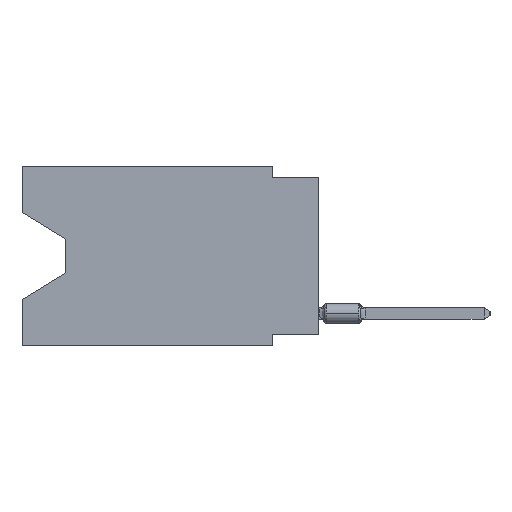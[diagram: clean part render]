
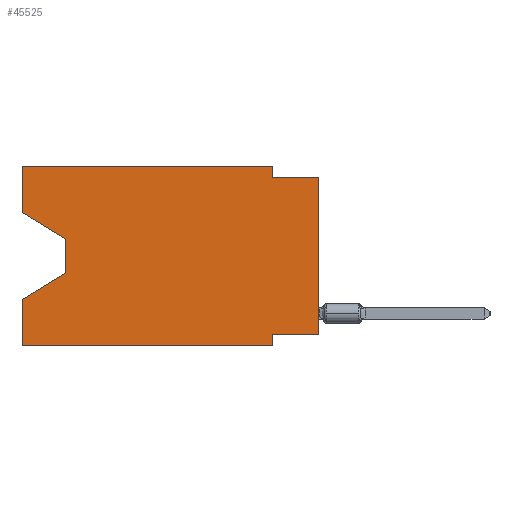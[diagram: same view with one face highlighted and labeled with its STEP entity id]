
A CAD part, left-side view. The second image highlights one B-rep face of the part: STEP entity #45525.
In plain terms, the highlighted planar face has unit normal (-1, 0, 0).
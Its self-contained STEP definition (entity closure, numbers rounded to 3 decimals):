
#1265 = DIRECTION ( 'NONE',  ( 0., 0., 1. ) ) ;
#1311 = CARTESIAN_POINT ( 'NONE',  ( 0., 16.383, 0. ) ) ;
#1860 = CARTESIAN_POINT ( 'NONE',  ( 0., 2.54, -9.906 ) ) ;
#1941 = CARTESIAN_POINT ( 'NONE',  ( 0., 16.383, 0. ) ) ;
#2085 = VERTEX_POINT ( 'NONE', #24039 ) ;
#3723 = VERTEX_POINT ( 'NONE', #21396 ) ;
#4004 = LINE ( 'NONE', #25424, #43218 ) ;
#4345 = CARTESIAN_POINT ( 'NONE',  ( 0., 0., -9.271 ) ) ;
#7285 = LINE ( 'NONE', #58190, #21578 ) ;
#7668 = VECTOR ( 'NONE', #13210, 1000. ) ;
#7967 = DIRECTION ( 'NONE',  ( 0., 0., -1. ) ) ;
#8150 = VECTOR ( 'NONE', #7967, 1000. ) ;
#10160 = DIRECTION ( 'NONE',  ( 1., 0., 0. ) ) ;
#11370 = EDGE_CURVE ( 'NONE', #64446, #39161, #36311, .T. ) ;
#11394 = EDGE_CURVE ( 'NONE', #3723, #58913, #34058, .T. ) ;
#12442 = EDGE_CURVE ( 'NONE', #58365, #60184, #56962, .T. ) ;
#13210 = DIRECTION ( 'NONE',  ( 0., 0., 1. ) ) ;
#13720 = DIRECTION ( 'NONE',  ( 0., 0., -1. ) ) ;
#13972 = DIRECTION ( 'NONE',  ( 0., -1., 0. ) ) ;
#14847 = CARTESIAN_POINT ( 'NONE',  ( 0., 16.383, 0. ) ) ;
#15173 = ORIENTED_EDGE ( 'NONE', *, *, #20902, .F. ) ;
#17041 = LINE ( 'NONE', #1311, #46328 ) ;
#17901 = CARTESIAN_POINT ( 'NONE',  ( 0., 0., 0. ) ) ;
#17990 = CARTESIAN_POINT ( 'NONE',  ( 0., 16.383, -9.906 ) ) ;
#19870 = FACE_OUTER_BOUND ( 'NONE', #47585, .T. ) ;
#20902 = EDGE_CURVE ( 'NONE', #57749, #48615, #17041, .T. ) ;
#21396 = CARTESIAN_POINT ( 'NONE',  ( 0., 13.97, -5.893 ) ) ;
#21578 = VECTOR ( 'NONE', #1265, 1000. ) ;
#22184 = ORIENTED_EDGE ( 'NONE', *, *, #58379, .T. ) ;
#22935 = CARTESIAN_POINT ( 'NONE',  ( 0., 16.383, -7.36 ) ) ;
#23592 = CARTESIAN_POINT ( 'NONE',  ( 0., 0., -0.635 ) ) ;
#24039 = CARTESIAN_POINT ( 'NONE',  ( 0., 13.97, -4.013 ) ) ;
#25424 = CARTESIAN_POINT ( 'NONE',  ( 0., 13.97, -4.013 ) ) ;
#25598 = CARTESIAN_POINT ( 'NONE',  ( 0., 16.383, -2.546 ) ) ;
#25657 = VERTEX_POINT ( 'NONE', #25598 ) ;
#25913 = DIRECTION ( 'NONE',  ( 0., 0., -1. ) ) ;
#26132 = CARTESIAN_POINT ( 'NONE',  ( 0., 0., -9.271 ) ) ;
#26501 = CARTESIAN_POINT ( 'NONE',  ( 0., 16.383, -9.906 ) ) ;
#26943 = VECTOR ( 'NONE', #13972, 1000. ) ;
#28007 = VECTOR ( 'NONE', #59531, 1000. ) ;
#29619 = ORIENTED_EDGE ( 'NONE', *, *, #11394, .T. ) ;
#29812 = EDGE_CURVE ( 'NONE', #51848, #35464, #38011, .T. ) ;
#30517 = DIRECTION ( 'NONE',  ( 0., 1., 0. ) ) ;
#32064 = AXIS2_PLACEMENT_3D ( 'NONE', #14847, #10160, #35274 ) ;
#32985 = CARTESIAN_POINT ( 'NONE',  ( 0., 16.383, -2.546 ) ) ;
#33398 = LINE ( 'NONE', #53845, #8150 ) ;
#34058 = LINE ( 'NONE', #44094, #28007 ) ;
#35274 = DIRECTION ( 'NONE',  ( 0., 0., -1. ) ) ;
#35464 = VERTEX_POINT ( 'NONE', #23592 ) ;
#36311 = LINE ( 'NONE', #17990, #26943 ) ;
#36795 = DIRECTION ( 'NONE',  ( 0., 0., 1. ) ) ;
#37150 = ORIENTED_EDGE ( 'NONE', *, *, #29812, .F. ) ;
#37278 = VECTOR ( 'NONE', #55353, 1000. ) ;
#37466 = DIRECTION ( 'NONE',  ( 0., -1., 0. ) ) ;
#38011 = LINE ( 'NONE', #63147, #58772 ) ;
#38014 = LINE ( 'NONE', #32985, #37278 ) ;
#38621 = EDGE_CURVE ( 'NONE', #64446, #58913, #62259, .T. ) ;
#38815 = EDGE_CURVE ( 'NONE', #48615, #51848, #33398, .T. ) ;
#39161 = VERTEX_POINT ( 'NONE', #1860 ) ;
#40235 = VECTOR ( 'NONE', #36795, 1000. ) ;
#40299 = PLANE ( 'NONE',  #32064 ) ;
#41014 = CARTESIAN_POINT ( 'NONE',  ( 0., 16.383, 0. ) ) ;
#41977 = LINE ( 'NONE', #62424, #46991 ) ;
#42794 = EDGE_CURVE ( 'NONE', #60184, #39161, #41977, .T. ) ;
#43218 = VECTOR ( 'NONE', #13720, 1000. ) ;
#44094 = CARTESIAN_POINT ( 'NONE',  ( 0., 13.97, -5.893 ) ) ;
#44432 = ORIENTED_EDGE ( 'NONE', *, *, #47408, .F. ) ;
#44856 = ORIENTED_EDGE ( 'NONE', *, *, #42794, .F. ) ;
#45525 = ADVANCED_FACE ( 'NONE', ( #19870 ), #40299, .F. ) ;
#46328 = VECTOR ( 'NONE', #37466, 1000. ) ;
#46991 = VECTOR ( 'NONE', #25913, 1000. ) ;
#47137 = CARTESIAN_POINT ( 'NONE',  ( 0., 2.54, -0.635 ) ) ;
#47408 = EDGE_CURVE ( 'NONE', #25657, #57749, #7285, .T. ) ;
#47585 = EDGE_LOOP ( 'NONE', ( #56076, #22184, #29619, #48457, #58653, #44856, #65275, #55083, #37150, #51093, #15173, #44432 ) ) ;
#47737 = DIRECTION ( 'NONE',  ( 0., -1., 0. ) ) ;
#48457 = ORIENTED_EDGE ( 'NONE', *, *, #38621, .F. ) ;
#48615 = VERTEX_POINT ( 'NONE', #53180 ) ;
#51093 = ORIENTED_EDGE ( 'NONE', *, *, #38815, .F. ) ;
#51848 = VERTEX_POINT ( 'NONE', #47137 ) ;
#52734 = VECTOR ( 'NONE', #30517, 1000. ) ;
#53180 = CARTESIAN_POINT ( 'NONE',  ( 0., 2.54, 0. ) ) ;
#53516 = EDGE_CURVE ( 'NONE', #58365, #35464, #56809, .T. ) ;
#53845 = CARTESIAN_POINT ( 'NONE',  ( 0., 2.54, 0. ) ) ;
#55083 = ORIENTED_EDGE ( 'NONE', *, *, #53516, .T. ) ;
#55353 = DIRECTION ( 'NONE',  ( 0., -0.855, -0.519 ) ) ;
#56076 = ORIENTED_EDGE ( 'NONE', *, *, #65278, .T. ) ;
#56809 = LINE ( 'NONE', #17901, #7668 ) ;
#56962 = LINE ( 'NONE', #26132, #52734 ) ;
#57749 = VERTEX_POINT ( 'NONE', #41014 ) ;
#57812 = CARTESIAN_POINT ( 'NONE',  ( 0., 2.54, -9.271 ) ) ;
#58190 = CARTESIAN_POINT ( 'NONE',  ( 0., 16.383, 0. ) ) ;
#58365 = VERTEX_POINT ( 'NONE', #4345 ) ;
#58379 = EDGE_CURVE ( 'NONE', #2085, #3723, #4004, .T. ) ;
#58653 = ORIENTED_EDGE ( 'NONE', *, *, #11370, .T. ) ;
#58772 = VECTOR ( 'NONE', #47737, 1000. ) ;
#58913 = VERTEX_POINT ( 'NONE', #22935 ) ;
#59531 = DIRECTION ( 'NONE',  ( 0., 0.855, -0.519 ) ) ;
#60184 = VERTEX_POINT ( 'NONE', #57812 ) ;
#62259 = LINE ( 'NONE', #1941, #40235 ) ;
#62424 = CARTESIAN_POINT ( 'NONE',  ( 0., 2.54, -9.906 ) ) ;
#63147 = CARTESIAN_POINT ( 'NONE',  ( 0., 0., -0.635 ) ) ;
#64446 = VERTEX_POINT ( 'NONE', #26501 ) ;
#65275 = ORIENTED_EDGE ( 'NONE', *, *, #12442, .F. ) ;
#65278 = EDGE_CURVE ( 'NONE', #25657, #2085, #38014, .T. ) ;
